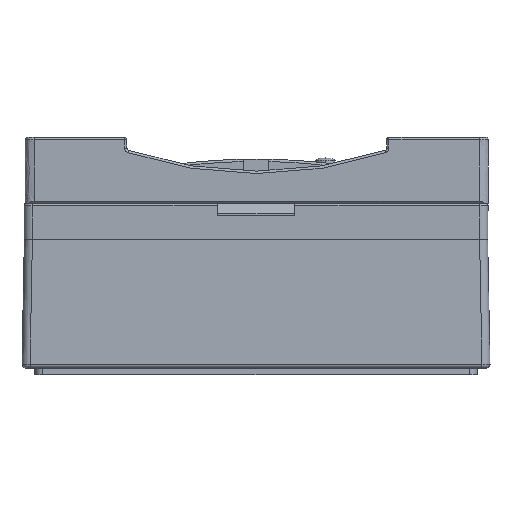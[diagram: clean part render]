
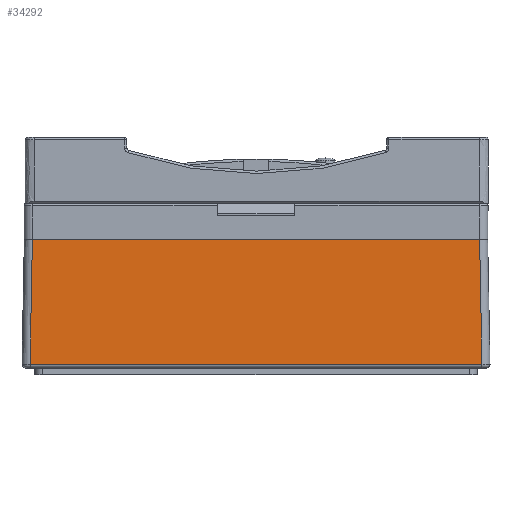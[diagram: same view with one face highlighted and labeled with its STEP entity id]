
A CAD part, left-side view. The second image highlights one B-rep face of the part: STEP entity #34292.
In plain terms, the highlighted free-form (B-spline) face has degree [1, 1] with [2, 2] control points.
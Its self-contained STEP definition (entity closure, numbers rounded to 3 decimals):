
#11572=CARTESIAN_POINT('',(-22.15,-27.8,16.8));
#11573=VERTEX_POINT('',#11572);
#11580=CARTESIAN_POINT('',(-22.15,-27.8,16.8));
#11581=VERTEX_POINT('',#11580);
#11582=CARTESIAN_POINT('',(-22.15,-27.8,16.8));
#11583=DIRECTION('',(0.0,1.0,0.0));
#11584=VECTOR('',#11583,0.);
#11585=LINE('',#11582,#11584);
#11586=EDGE_CURVE('',#11581,#11573,#11585,.T.);
#12646=CARTESIAN_POINT('',(-22.392,-28.091,1.308));
#12647=VERTEX_POINT('',#12646);
#12648=CARTESIAN_POINT('',(-22.392,-28.091,1.308));
#12649=DIRECTION('',(0.016,0.019,1.));
#12650=VECTOR('',#12649,15.497);
#12651=LINE('',#12648,#12650);
#12652=EDGE_CURVE('',#12647,#11581,#12651,.T.);
#34240=CARTESIAN_POINT('',(-22.392,28.091,1.308));
#34241=VERTEX_POINT('',#34240);
#34242=CARTESIAN_POINT('',(-22.392,28.091,1.308));
#34243=DIRECTION('',(0.0,-1.0,0.0));
#34244=VECTOR('',#34243,56.182);
#34245=LINE('',#34242,#34244);
#34246=EDGE_CURVE('',#34241,#12647,#34245,.T.);
#34260=CARTESIAN_POINT('',(-22.392,-28.091,1.308));
#34261=CARTESIAN_POINT('',(-22.15,-28.091,16.8));
#34262=CARTESIAN_POINT('',(-22.392,28.091,1.308));
#34263=CARTESIAN_POINT('',(-22.15,28.091,16.8));
#34264=B_SPLINE_SURFACE_WITH_KNOTS('',1,1,((#34260,#34262),(#34261,#34263)),.UNSPECIFIED.,.F.,.F.,.U.,(2,2),(2,2),(0.0,15.494),(0.0,56.182),.UNSPECIFIED.);
#34265=CARTESIAN_POINT('',(-22.15,27.8,16.8));
#34266=VERTEX_POINT('',#34265);
#34267=CARTESIAN_POINT('',(-22.15,-27.8,16.8));
#34268=DIRECTION('',(0.0,1.0,0.0));
#34269=VECTOR('',#34268,55.6);
#34270=LINE('',#34267,#34269);
#34271=EDGE_CURVE('',#11573,#34266,#34270,.T.);
#34272=ORIENTED_EDGE('',*,*,#34271,.T.);
#34273=CARTESIAN_POINT('',(-22.15,27.8,16.8));
#34274=VERTEX_POINT('',#34273);
#34275=CARTESIAN_POINT('',(-22.15,27.8,16.8));
#34276=DIRECTION('',(0.0,1.0,0.0));
#34277=VECTOR('',#34276,0.);
#34278=LINE('',#34275,#34277);
#34279=EDGE_CURVE('',#34266,#34274,#34278,.T.);
#34280=ORIENTED_EDGE('',*,*,#34279,.T.);
#34281=CARTESIAN_POINT('',(-22.15,27.8,16.8));
#34282=DIRECTION('',(-0.016,0.019,-1.));
#34283=VECTOR('',#34282,15.497);
#34284=LINE('',#34281,#34283);
#34285=EDGE_CURVE('',#34274,#34241,#34284,.T.);
#34286=ORIENTED_EDGE('',*,*,#34285,.T.);
#34287=ORIENTED_EDGE('',*,*,#34246,.T.);
#34288=ORIENTED_EDGE('',*,*,#12652,.T.);
#34289=ORIENTED_EDGE('',*,*,#11586,.T.);
#34290=EDGE_LOOP('',(#34272,#34280,#34286,#34287,#34288,#34289));
#34291=FACE_OUTER_BOUND('',#34290,.T.);
#34292=ADVANCED_FACE('',(#34291),#34264,.T.);
